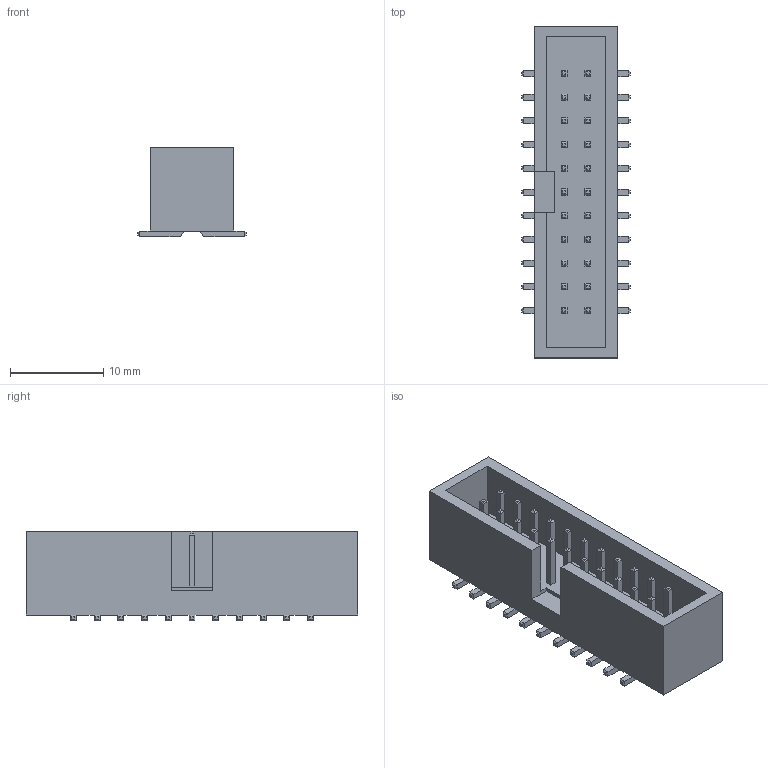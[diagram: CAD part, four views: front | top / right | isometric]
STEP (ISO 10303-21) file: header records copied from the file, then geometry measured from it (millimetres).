
FILE_DESCRIPTION(/* description */ ('model of IDC-Header_2x11_P2.54mm_Vertical_SMD'),/* implementation_level */ '2;1');
FILE_NAME(/* name */ 'IDC-Header_2x11_P2.54mm_Vertical_SMD.step',/* time_stamp */ '2024-03-28T10:41:50',/* author */ ('KiCAD','kicad'),/* organization */ ('OCCT'),/* preprocessor_version */ '',/* originating_system */ 'KiCAD',/* authorisation */ '');
FILE_SCHEMA(('AUTOMOTIVE_DESIGN { 1 0 10303 214 1 1 1 1 }'));
Length unit declared in the file: millimetre
Products named in the file (1): IDC-Header_2x11_P2.54mm_Vertical_SMD
Bounding box: 11.6 x 35.56 x 9.64 mm (x, y, z)
Volume: 1650.9 mm3; surface area: 2370.6 mm2
Topology: 1 solids, 1 shells, 434 faces, 1054 edges, 644 vertices
Faces by surface type: plane 412, cylinder 22
Entity records: 17341 total; most frequent: CARTESIAN_POINT 2133, ORIENTED_EDGE 2108, DIRECTION 1968, EDGE_CURVE 1054, LINE 1010, VECTOR 1010, VERTEX_POINT 644, PRESENTATION_STYLE_ASSIGNMENT 566
